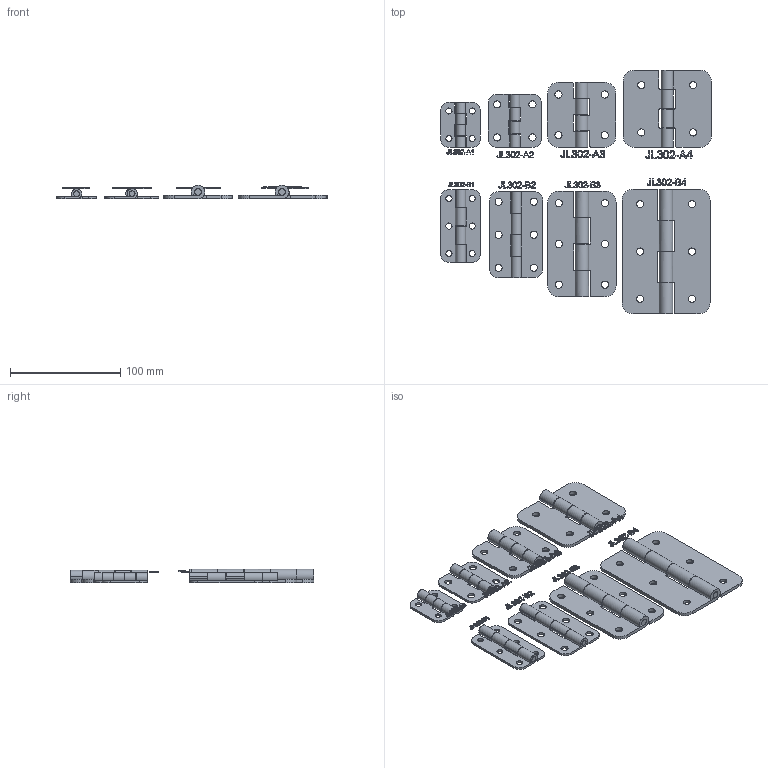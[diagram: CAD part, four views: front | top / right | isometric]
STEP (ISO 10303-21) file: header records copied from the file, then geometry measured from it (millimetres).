
FILE_DESCRIPTION(/* description */ (''),/* implementation_level */ '2;1');
FILE_NAME(/* name */ 'JL302',/* time_stamp */ '2024-10-11T11:51:25+08:00',/* author */ (''),/* organization */ (''),/* preprocessor_version */ 'ST-DEVELOPER v19.2',/* originating_system */ 'Rhino 8.5',/* authorisation */ '');
FILE_SCHEMA (('CONFIG_CONTROL_DESIGN'));
Length unit declared in the file: millimetre
Products named in the file (1): Document
Bounding box: 245.73 x 221.14 x 12.2 mm (x, y, z)
Volume: 123121 mm3; surface area: 107377.5 mm2
Topology: 88 solids, 88 shells, 1044 faces, 2686 edges, 1818 vertices
Faces by surface type: plane 648, cylinder 232, bspline 164
Entity records: 37223 total; most frequent: CARTESIAN_POINT 17039, ORIENTED_EDGE 5200, EDGE_CURVE 2600, B_SPLINE_CURVE_WITH_KNOTS 2038, DIRECTION 1764, VERTEX_POINT 1732, AXIS2_PLACEMENT_3D 1297, EDGE_LOOP 1168
